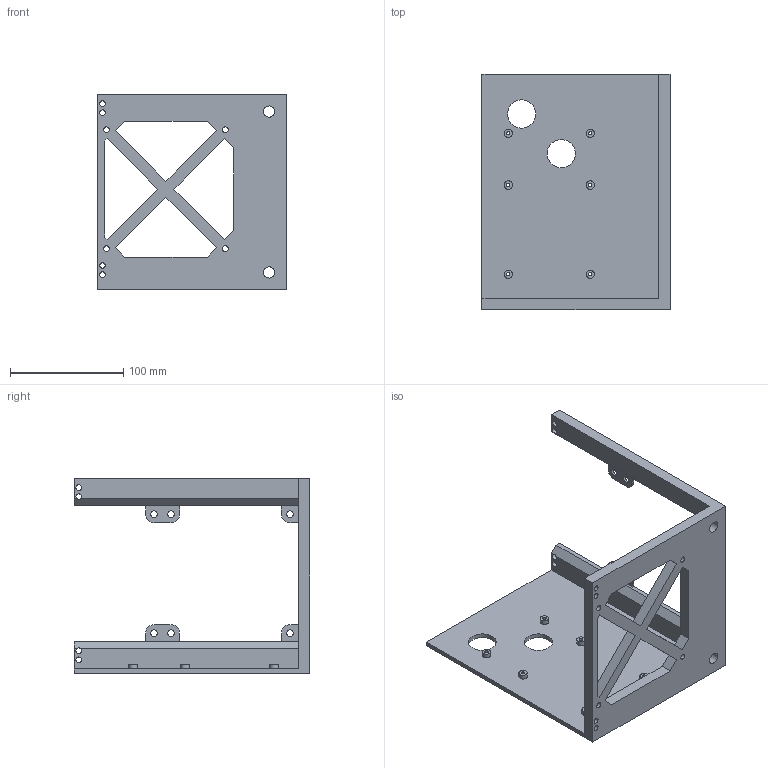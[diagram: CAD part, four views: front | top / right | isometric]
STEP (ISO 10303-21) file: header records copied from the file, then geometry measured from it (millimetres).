
FILE_DESCRIPTION(/* description */ (''),/* implementation_level */ '2;1');
FILE_NAME(/* name */ 'case-bot-right.stp',/* time_stamp */ '2021-12-11T18:20:28-05:00',/* author */ ('Apex'),/* organization */ (''),/* preprocessor_version */ 'ST-DEVELOPER v18.1',/* originating_system */ 'Autodesk Inventor 2021',/* authorisation */ '');
FILE_SCHEMA (('AUTOMOTIVE_DESIGN { 1 0 10303 214 3 1 1 }'));
Length unit declared in the file: millimetre
Products named in the file (1): PC-Case-2
Bounding box: 166 x 208 x 172 mm (x, y, z)
Volume: 397866.6 mm3; surface area: 145043.3 mm2
Topology: 1 solids, 1 shells, 95 faces, 271 edges, 180 vertices
Faces by surface type: plane 55, cylinder 40
Full cylindrical faces by diameter (mm): 3 x6, 5 x12, 6 x6, 7.5 x6, 10 x2, 25 x2
Entity records: 3284 total; most frequent: DIRECTION 549, CARTESIAN_POINT 547, ORIENTED_EDGE 542, EDGE_CURVE 271, LINE 185, VECTOR 185, AXIS2_PLACEMENT_3D 182, VERTEX_POINT 180
